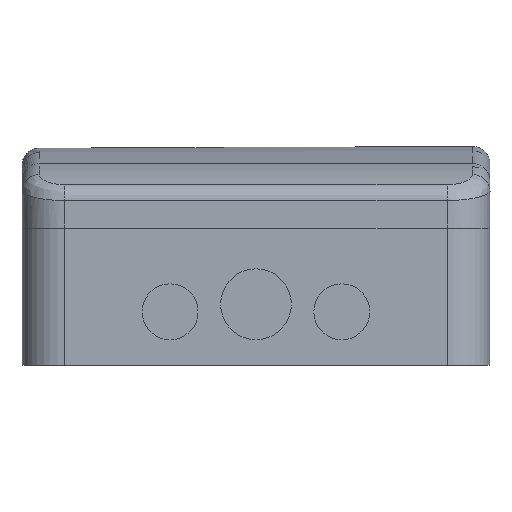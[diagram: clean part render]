
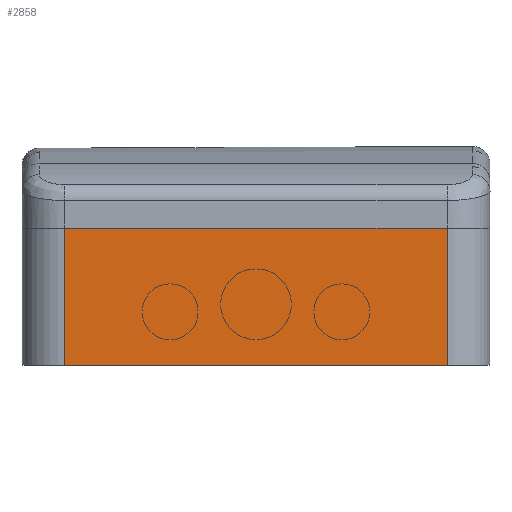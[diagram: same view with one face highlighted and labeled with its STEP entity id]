
A CAD part, left-side view. The second image highlights one B-rep face of the part: STEP entity #2858.
In plain terms, the highlighted planar face has unit normal (-1, 0, 0).
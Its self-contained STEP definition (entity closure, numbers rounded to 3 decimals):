
#2858 = ADVANCED_FACE ( '�����17', ( #59578 ), #34077, .F. ) ;
#4367 = EDGE_CURVE ( 'NONE', #48568, #112537, #21967, .T. ) ;
#5105 = CARTESIAN_POINT ( 'NONE',  ( -120., -89., 61.7 ) ) ;
#12956 = EDGE_LOOP ( 'NONE', ( #166329, #128778, #91575, #171137 ) ) ;
#17205 = CARTESIAN_POINT ( 'NONE',  ( -120., 89., 61.7 ) ) ;
#20444 = LINE ( 'NONE', #170596, #29500 ) ;
#21967 = LINE ( 'NONE', #105305, #74203 ) ;
#23673 = VERTEX_POINT ( 'NONE', #5105 ) ;
#27835 = CARTESIAN_POINT ( 'NONE',  ( -120., 89., -2.3 ) ) ;
#29500 = VECTOR ( 'NONE', #158294, 1000. ) ;
#33207 = DIRECTION ( 'NONE',  ( 0., 1., 0. ) ) ;
#34077 = PLANE ( 'NONE',  #68310 ) ;
#48568 = VERTEX_POINT ( 'NONE', #119020 ) ;
#56233 = DIRECTION ( 'NONE',  ( 0., -1., 0. ) ) ;
#59578 = FACE_OUTER_BOUND ( 'NONE', #12956, .T. ) ;
#68310 = AXIS2_PLACEMENT_3D ( 'NONE', #153577, #112248, #33207 ) ;
#74203 = VECTOR ( 'NONE', #104440, 1000. ) ;
#81888 = EDGE_CURVE ( 'NONE', #136549, #23673, #94873, .T. ) ;
#89507 = CARTESIAN_POINT ( 'NONE',  ( -120., 89., 64.7 ) ) ;
#91575 = ORIENTED_EDGE ( 'NONE', *, *, #4367, .F. ) ;
#94873 = LINE ( 'NONE', #123820, #118929 ) ;
#104440 = DIRECTION ( 'NONE',  ( 0., 1., 0. ) ) ;
#105305 = CARTESIAN_POINT ( 'NONE',  ( -120., -89., -2.3 ) ) ;
#110631 = EDGE_CURVE ( 'NONE', #48568, #23673, #20444, .T. ) ;
#112248 = DIRECTION ( 'NONE',  ( 1., 0., 0. ) ) ;
#112537 = VERTEX_POINT ( 'NONE', #27835 ) ;
#118929 = VECTOR ( 'NONE', #56233, 1000. ) ;
#119020 = CARTESIAN_POINT ( 'NONE',  ( -120., -89., -2.3 ) ) ;
#123820 = CARTESIAN_POINT ( 'NONE',  ( -120., 89., 61.7 ) ) ;
#128778 = ORIENTED_EDGE ( 'NONE', *, *, #145062, .T. ) ;
#136549 = VERTEX_POINT ( 'NONE', #17205 ) ;
#137692 = VECTOR ( 'NONE', #168630, 1000. ) ;
#145062 = EDGE_CURVE ( 'NONE', #136549, #112537, #170355, .T. ) ;
#153577 = CARTESIAN_POINT ( 'NONE',  ( -120., 109., 64.7 ) ) ;
#158294 = DIRECTION ( 'NONE',  ( 0., 0., 1. ) ) ;
#166329 = ORIENTED_EDGE ( 'NONE', *, *, #81888, .F. ) ;
#168630 = DIRECTION ( 'NONE',  ( 0., 0., -1. ) ) ;
#170355 = LINE ( 'NONE', #89507, #137692 ) ;
#170596 = CARTESIAN_POINT ( 'NONE',  ( -120., -89., 64.7 ) ) ;
#171137 = ORIENTED_EDGE ( 'NONE', *, *, #110631, .T. ) ;
